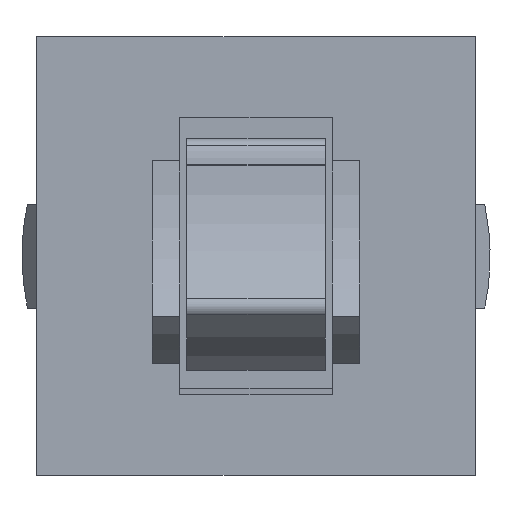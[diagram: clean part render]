
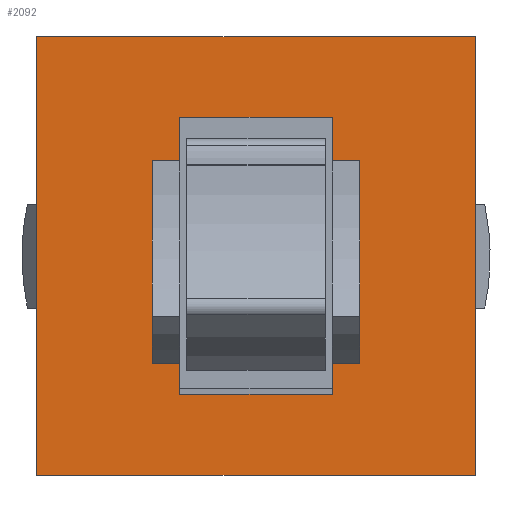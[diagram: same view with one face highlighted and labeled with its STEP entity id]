
A CAD part, top view. The second image highlights one B-rep face of the part: STEP entity #2092.
In plain terms, the highlighted planar face has unit normal (0, 0, 1).
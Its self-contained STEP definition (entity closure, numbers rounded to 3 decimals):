
#186=DIRECTION('',(0.,-1.,0.));
#187=VECTOR('',#186,19.3);
#188=CARTESIAN_POINT('',(-9.65,9.65,2.159));
#189=LINE('',#188,#187);
#193=DIRECTION('',(-1.,0.,0.));
#194=VECTOR('',#193,19.3);
#195=CARTESIAN_POINT('',(9.65,9.65,2.159));
#196=LINE('',#195,#194);
#200=DIRECTION('',(0.,1.,0.));
#201=VECTOR('',#200,19.3);
#202=CARTESIAN_POINT('',(9.65,-9.65,2.159));
#203=LINE('',#202,#201);
#207=DIRECTION('',(1.,0.,0.));
#208=VECTOR('',#207,19.3);
#209=CARTESIAN_POINT('',(-9.65,-9.65,2.159));
#210=LINE('',#209,#208);
#214=DIRECTION('',(0.,-1.,0.));
#215=VECTOR('',#214,1.905);
#216=CARTESIAN_POINT('',(3.365,6.096,2.159));
#217=LINE('',#216,#215);
#221=DIRECTION('',(-1.,0.,0.));
#222=VECTOR('',#221,6.73);
#223=CARTESIAN_POINT('',(3.365,6.096,2.159));
#224=LINE('',#223,#222);
#228=DIRECTION('',(0.,1.,0.));
#229=VECTOR('',#228,1.905);
#230=CARTESIAN_POINT('',(-3.365,4.191,2.159));
#231=LINE('',#230,#229);
#235=DIRECTION('',(-1.,0.,0.));
#236=VECTOR('',#235,1.2);
#237=CARTESIAN_POINT('',(-3.365,4.191,2.159));
#238=LINE('',#237,#236);
#242=DIRECTION('',(0.,1.,0.));
#243=VECTOR('',#242,8.911);
#244=CARTESIAN_POINT('',(-4.565,-4.72,2.159));
#245=LINE('',#244,#243);
#249=DIRECTION('',(-1.,0.,0.));
#250=VECTOR('',#249,1.2);
#251=CARTESIAN_POINT('',(-3.365,-4.72,2.159));
#252=LINE('',#251,#250);
#256=DIRECTION('',(0.,1.,0.));
#257=VECTOR('',#256,1.357);
#258=CARTESIAN_POINT('',(-3.365,-6.077,2.159));
#259=LINE('',#258,#257);
#263=DIRECTION('',(-1.,0.,0.));
#264=VECTOR('',#263,6.73);
#265=CARTESIAN_POINT('',(3.365,-6.077,2.159));
#266=LINE('',#265,#264);
#270=DIRECTION('',(0.,-1.,0.));
#271=VECTOR('',#270,1.357);
#272=CARTESIAN_POINT('',(3.365,-4.72,2.159));
#273=LINE('',#272,#271);
#277=DIRECTION('',(1.,0.,0.));
#278=VECTOR('',#277,1.2);
#279=CARTESIAN_POINT('',(3.365,-4.72,2.159));
#280=LINE('',#279,#278);
#284=DIRECTION('',(0.,1.,0.));
#285=VECTOR('',#284,8.911);
#286=CARTESIAN_POINT('',(4.565,-4.72,2.159));
#287=LINE('',#286,#285);
#291=DIRECTION('',(1.,0.,0.));
#292=VECTOR('',#291,1.2);
#293=CARTESIAN_POINT('',(3.365,4.191,2.159));
#294=LINE('',#293,#292);
#1682=CARTESIAN_POINT('',(-9.65,9.65,2.159));
#1683=CARTESIAN_POINT('',(-9.65,-9.65,2.159));
#1684=VERTEX_POINT('',#1682);
#1685=VERTEX_POINT('',#1683);
#1686=CARTESIAN_POINT('',(9.65,-9.65,2.159));
#1687=VERTEX_POINT('',#1686);
#1688=CARTESIAN_POINT('',(9.65,9.65,2.159));
#1689=VERTEX_POINT('',#1688);
#1830=CARTESIAN_POINT('',(-4.565,-4.72,2.159));
#1831=CARTESIAN_POINT('',(-4.565,4.191,2.159));
#1832=VERTEX_POINT('',#1830);
#1833=VERTEX_POINT('',#1831);
#1834=CARTESIAN_POINT('',(4.565,-4.72,2.159));
#1835=CARTESIAN_POINT('',(4.565,4.191,2.159));
#1836=VERTEX_POINT('',#1834);
#1837=VERTEX_POINT('',#1835);
#1900=CARTESIAN_POINT('',(3.365,6.096,2.159));
#1901=CARTESIAN_POINT('',(3.365,4.191,2.159));
#1902=VERTEX_POINT('',#1900);
#1903=VERTEX_POINT('',#1901);
#1904=CARTESIAN_POINT('',(3.365,-4.72,2.159));
#1905=CARTESIAN_POINT('',(3.365,-6.077,2.159));
#1906=VERTEX_POINT('',#1904);
#1907=VERTEX_POINT('',#1905);
#1908=CARTESIAN_POINT('',(-3.365,-6.077,2.159));
#1909=CARTESIAN_POINT('',(-3.365,-4.72,2.159));
#1910=VERTEX_POINT('',#1908);
#1911=VERTEX_POINT('',#1909);
#1912=CARTESIAN_POINT('',(-3.365,4.191,2.159));
#1913=CARTESIAN_POINT('',(-3.365,6.096,2.159));
#1914=VERTEX_POINT('',#1912);
#1915=VERTEX_POINT('',#1913);
#2055=CARTESIAN_POINT('',(0.,0.,2.159));
#2056=DIRECTION('',(0.,0.,1.));
#2057=DIRECTION('',(1.,0.,0.));
#2058=AXIS2_PLACEMENT_3D('',#2055,#2056,#2057);
#2059=PLANE('',#2058);
#2060=ORIENTED_EDGE('',*,*,#2007,.F.);
#2061=ORIENTED_EDGE('',*,*,#2022,.F.);
#2062=ORIENTED_EDGE('',*,*,#2036,.F.);
#2063=ORIENTED_EDGE('',*,*,#2049,.F.);
#2064=EDGE_LOOP('',(#2060,#2061,#2062,#2063));
#2065=FACE_OUTER_BOUND('',#2064,.F.);
#2067=ORIENTED_EDGE('',*,*,#2066,.F.);
#2069=ORIENTED_EDGE('',*,*,#2068,.T.);
#2071=ORIENTED_EDGE('',*,*,#2070,.F.);
#2073=ORIENTED_EDGE('',*,*,#2072,.T.);
#2075=ORIENTED_EDGE('',*,*,#2074,.F.);
#2077=ORIENTED_EDGE('',*,*,#2076,.F.);
#2079=ORIENTED_EDGE('',*,*,#2078,.F.);
#2081=ORIENTED_EDGE('',*,*,#2080,.F.);
#2083=ORIENTED_EDGE('',*,*,#2082,.F.);
#2085=ORIENTED_EDGE('',*,*,#2084,.T.);
#2087=ORIENTED_EDGE('',*,*,#2086,.T.);
#2089=ORIENTED_EDGE('',*,*,#2088,.F.);
#2090=EDGE_LOOP('',(#2067,#2069,#2071,#2073,#2075,#2077,#2079,#2081,#2083,#2085,
#2087,#2089));
#2091=FACE_BOUND('',#2090,.F.);
#2092=ADVANCED_FACE('',(#2065,#2091),#2059,.T.);
#2007=EDGE_CURVE('',#1684,#1685,#189,.T.);
#2022=EDGE_CURVE('',#1689,#1684,#196,.T.);
#2036=EDGE_CURVE('',#1687,#1689,#203,.T.);
#2049=EDGE_CURVE('',#1685,#1687,#210,.T.);
#2066=EDGE_CURVE('',#1902,#1903,#217,.T.);
#2068=EDGE_CURVE('',#1902,#1915,#224,.T.);
#2070=EDGE_CURVE('',#1914,#1915,#231,.T.);
#2072=EDGE_CURVE('',#1914,#1833,#238,.T.);
#2074=EDGE_CURVE('',#1832,#1833,#245,.T.);
#2076=EDGE_CURVE('',#1911,#1832,#252,.T.);
#2078=EDGE_CURVE('',#1910,#1911,#259,.T.);
#2080=EDGE_CURVE('',#1907,#1910,#266,.T.);
#2082=EDGE_CURVE('',#1906,#1907,#273,.T.);
#2084=EDGE_CURVE('',#1906,#1836,#280,.T.);
#2086=EDGE_CURVE('',#1836,#1837,#287,.T.);
#2088=EDGE_CURVE('',#1903,#1837,#294,.T.);
